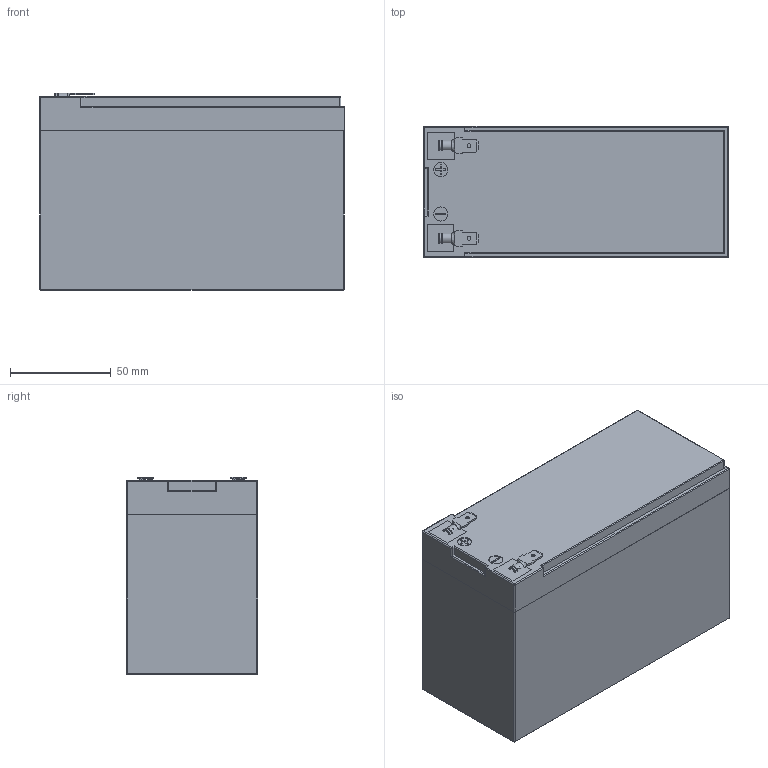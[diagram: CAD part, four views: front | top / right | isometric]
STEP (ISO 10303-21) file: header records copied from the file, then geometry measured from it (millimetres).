
FILE_DESCRIPTION(/* description */ (''),/* implementation_level */ '2;1');
FILE_NAME(/* name */ 'DK_12V_10Ah_LiFePO4 v5.step',/* time_stamp */ '2022-11-06T15:18:17-06:00',/* author */ (''),/* organization */ (''),/* preprocessor_version */ 'ST-DEVELOPER v19.2',/* originating_system */ 'Autodesk Translation Framework v11.17.0.187',/* authorisation */ '');
FILE_SCHEMA (('AUTOMOTIVE_DESIGN { 1 0 10303 214 3 1 1 }'));
Length unit declared in the file: millimetre
Products named in the file (4): DK_12V_10Ah_LiFePO4; LiFePO4_battery; 69525K79_Noninsulated Quick-Disconnect Terminals; 69525K79_Noninsulated Quick-Disconnect Terminals (1)
Assembly tree (3 placements, depth 3):
  DK_12V_10Ah_LiFePO4
    LiFePO4_battery
      69525K79_Noninsulated Quick-Disconnect Terminals
      69525K79_Noninsulated Quick-Disconnect Terminals (1)
Bounding box: 151 x 65 x 97.82 mm (x, y, z)
Volume: 154495.4 mm3; surface area: 118916.5 mm2
Topology: 10 solids, 10 shells, 334 faces, 850 edges, 538 vertices
Faces by surface type: plane 160, cylinder 123, cone 32, sphere 11, bspline 8
Full cylindrical faces by diameter (mm): 1.905 x2, 3.658 x14, 3.912 x12, 5.156 x2, 5.283 x4, 7 x2
Entity records: 10366 total; most frequent: CARTESIAN_POINT 1929, DIRECTION 1793, ORIENTED_EDGE 1700, EDGE_CURVE 850, AXIS2_PLACEMENT_3D 610, LINE 573, VECTOR 573, VERTEX_POINT 538
